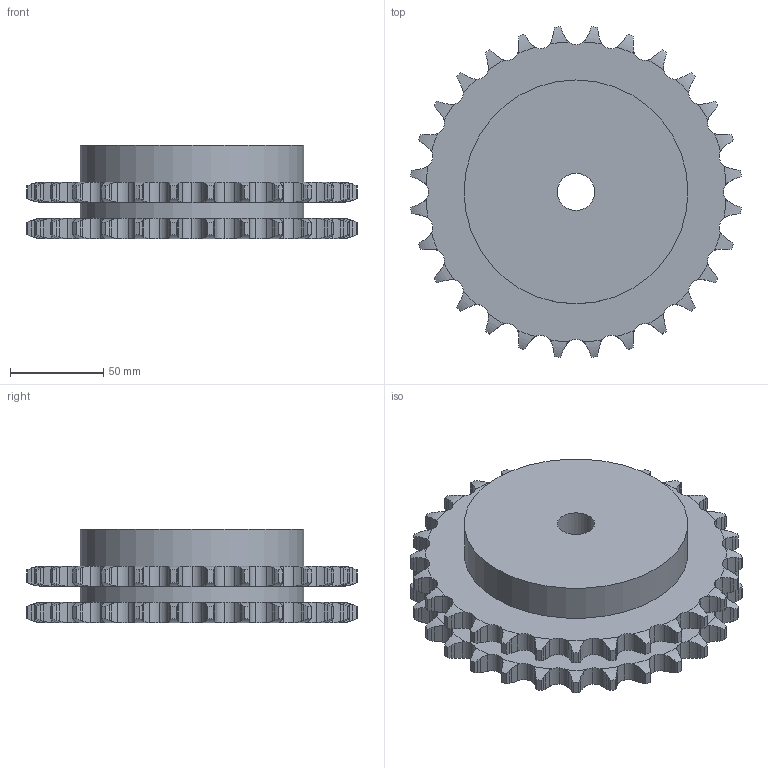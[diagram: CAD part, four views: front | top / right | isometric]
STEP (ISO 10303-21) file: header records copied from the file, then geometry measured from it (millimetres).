
FILE_DESCRIPTION(('FreeCAD Model'),'2;1');
FILE_NAME('Open CASCADE Shape Model','2021-08-08T11:18:39',('FreeCAD'),( 'FreeCAD'),'Open CASCADE STEP processor 7.4','FreeCAD','Unknown');
FILE_SCHEMA(('AUTOMOTIVE_DESIGN { 1 0 10303 214 1 1 1 1 }'));
Products named in the file (1): Open CASCADE STEP translator 7.4 59
Bounding box: 177.18 x 177.18 x 50 mm (x, y, z)
Volume: 768351.8 mm3; surface area: 93351.4 mm2
Topology: 1 solids, 1 shells, 625 faces, 1858 edges, 1239 vertices
Faces by surface type: cylinder 395, plane 118, torus 112
Full cylindrical faces by diameter (mm): 20 x1, 120 x2
Entity records: 56289 total; most frequent: CARTESIAN_POINT 24743, DIRECTION 4339, ORIENTED_EDGE 3716, PCURVE 3716, DEFINITIONAL_REPRESENTATION 3716, B_SPLINE_CURVE_WITH_KNOTS 2688, LINE 2087, VECTOR 2087
